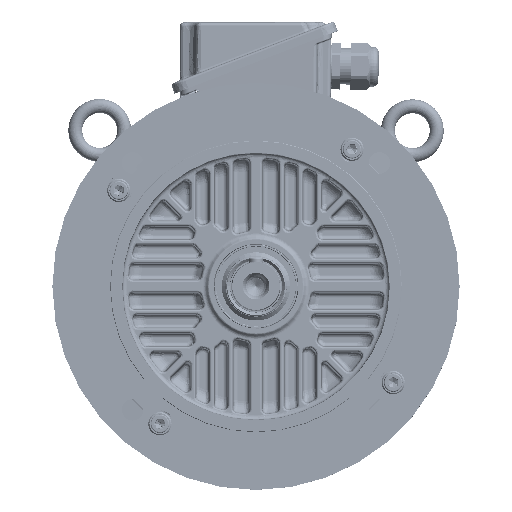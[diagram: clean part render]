
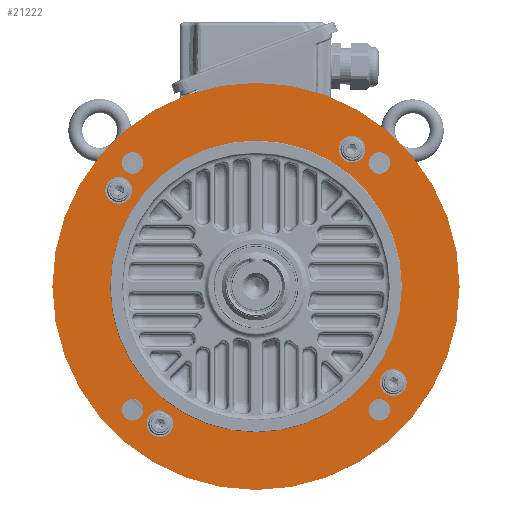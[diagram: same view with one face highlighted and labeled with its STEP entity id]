
A CAD part, top view. The second image highlights one B-rep face of the part: STEP entity #21222.
In plain terms, the highlighted planar face has unit normal (0, 0, 1).
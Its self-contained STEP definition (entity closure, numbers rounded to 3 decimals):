
#12489=PLANE('',#102879);
#15786=FACE_BOUND('',#32833,.T.);
#15787=FACE_BOUND('',#32834,.T.);
#15788=FACE_BOUND('',#32835,.T.);
#15789=FACE_BOUND('',#32836,.T.);
#15790=FACE_BOUND('',#32837,.T.);
#15791=FACE_BOUND('',#32838,.T.);
#15792=FACE_BOUND('',#32839,.T.);
#15793=FACE_BOUND('',#32840,.T.);
#15794=FACE_BOUND('',#32841,.T.);
#15795=FACE_BOUND('',#32842,.T.);
#21222=ADVANCED_FACE('',(#15786,#15787,#15788,#15789,#15790,#15791,#15792,
#15793,#15794,#15795),#12489,.F.);
#32833=EDGE_LOOP('',(#63509));
#32834=EDGE_LOOP('',(#63510));
#32835=EDGE_LOOP('',(#63511));
#32836=EDGE_LOOP('',(#63512));
#32837=EDGE_LOOP('',(#63513));
#32838=EDGE_LOOP('',(#63514));
#32839=EDGE_LOOP('',(#63515));
#32840=EDGE_LOOP('',(#63516));
#32841=EDGE_LOOP('',(#63517));
#32842=EDGE_LOOP('',(#63518));
#63509=ORIENTED_EDGE('',*,*,#88402,.T.);
#63510=ORIENTED_EDGE('',*,*,#88403,.T.);
#63511=ORIENTED_EDGE('',*,*,#88404,.T.);
#63512=ORIENTED_EDGE('',*,*,#88405,.T.);
#63513=ORIENTED_EDGE('',*,*,#88406,.T.);
#63514=ORIENTED_EDGE('',*,*,#88409,.T.);
#63515=ORIENTED_EDGE('',*,*,#88410,.T.);
#63516=ORIENTED_EDGE('',*,*,#88411,.T.);
#63517=ORIENTED_EDGE('',*,*,#88390,.T.);
#63518=ORIENTED_EDGE('',*,*,#88408,.T.);
#73455=VERTEX_POINT('',#217459);
#73462=VERTEX_POINT('',#217480);
#73463=VERTEX_POINT('',#217483);
#73464=VERTEX_POINT('',#217486);
#73465=VERTEX_POINT('',#217489);
#73466=VERTEX_POINT('',#217492);
#73468=VERTEX_POINT('',#217498);
#73469=VERTEX_POINT('',#217501);
#73470=VERTEX_POINT('',#217503);
#73471=VERTEX_POINT('',#217505);
#88390=EDGE_CURVE('',#73455,#73455,#93743,.T.);
#88402=EDGE_CURVE('',#73462,#73462,#93755,.T.);
#88403=EDGE_CURVE('',#73463,#73463,#93756,.T.);
#88404=EDGE_CURVE('',#73464,#73464,#93757,.T.);
#88405=EDGE_CURVE('',#73465,#73465,#93758,.T.);
#88406=EDGE_CURVE('',#73466,#73466,#93759,.T.);
#88408=EDGE_CURVE('',#73468,#73468,#93761,.T.);
#88409=EDGE_CURVE('',#73469,#73469,#93762,.T.);
#88410=EDGE_CURVE('',#73470,#73470,#93763,.T.);
#88411=EDGE_CURVE('',#73471,#73471,#93764,.T.);
#93743=CIRCLE('',#102848,125.4);
#93755=CIRCLE('',#102862,9.25);
#93756=CIRCLE('',#102864,9.25);
#93757=CIRCLE('',#102866,9.25);
#93758=CIRCLE('',#102868,9.25);
#93759=CIRCLE('',#102870,11.5);
#93761=CIRCLE('',#102874,175.);
#93762=CIRCLE('',#102876,11.5);
#93763=CIRCLE('',#102877,11.5);
#93764=CIRCLE('',#102878,11.5);
#102848=AXIS2_PLACEMENT_3D('',#217458,#125174,#125175);
#102862=AXIS2_PLACEMENT_3D('',#217479,#125202,#125203);
#102864=AXIS2_PLACEMENT_3D('',#217482,#125206,#125207);
#102866=AXIS2_PLACEMENT_3D('',#217485,#125210,#125211);
#102868=AXIS2_PLACEMENT_3D('',#217488,#125214,#125215);
#102870=AXIS2_PLACEMENT_3D('',#217491,#125218,#125219);
#102874=AXIS2_PLACEMENT_3D('',#217497,#125226,#125227);
#102876=AXIS2_PLACEMENT_3D('',#217500,#125230,#125231);
#102877=AXIS2_PLACEMENT_3D('',#217502,#125232,#125233);
#102878=AXIS2_PLACEMENT_3D('',#217504,#125234,#125235);
#102879=AXIS2_PLACEMENT_3D('',#217506,#125236,#125237);
#125174=DIRECTION('',(0.,0.,-1.));
#125175=DIRECTION('',(-1.,0.,0.));
#125202=DIRECTION('',(0.,0.,-1.));
#125203=DIRECTION('',(-1.,0.,0.));
#125206=DIRECTION('',(0.,0.,-1.));
#125207=DIRECTION('',(-1.,0.,0.));
#125210=DIRECTION('',(0.,0.,-1.));
#125211=DIRECTION('',(-1.,0.,0.));
#125214=DIRECTION('',(0.,0.,-1.));
#125215=DIRECTION('',(-1.,0.,0.));
#125218=DIRECTION('',(0.,0.,-1.));
#125219=DIRECTION('',(-1.,0.,0.));
#125226=DIRECTION('',(0.,0.,1.));
#125227=DIRECTION('',(-1.,0.,0.));
#125230=DIRECTION('',(0.,0.,-1.));
#125231=DIRECTION('',(-1.,0.,0.));
#125232=DIRECTION('',(0.,0.,-1.));
#125233=DIRECTION('',(-1.,0.,0.));
#125234=DIRECTION('',(0.,0.,-1.));
#125235=DIRECTION('',(-1.,0.,0.));
#125236=DIRECTION('',(0.,0.,-1.));
#125237=DIRECTION('',(-1.,0.,0.));
#217458=CARTESIAN_POINT('',(0.,0.,0.));
#217459=CARTESIAN_POINT('',(-125.4,0.,0.));
#217479=CARTESIAN_POINT('',(106.066,-106.066,0.));
#217480=CARTESIAN_POINT('',(96.816,-106.066,0.));
#217482=CARTESIAN_POINT('',(-106.066,-106.066,0.));
#217483=CARTESIAN_POINT('',(-115.316,-106.066,0.));
#217485=CARTESIAN_POINT('',(-106.066,106.066,0.));
#217486=CARTESIAN_POINT('',(-115.316,106.066,0.));
#217488=CARTESIAN_POINT('',(106.066,106.066,0.));
#217489=CARTESIAN_POINT('',(96.816,106.066,0.));
#217491=CARTESIAN_POINT('',(117.958,-82.595,0.));
#217492=CARTESIAN_POINT('',(106.458,-82.595,0.));
#217497=CARTESIAN_POINT('',(0.,0.,0.));
#217498=CARTESIAN_POINT('',(-175.,0.,0.));
#217500=CARTESIAN_POINT('',(-82.595,-117.958,0.));
#217501=CARTESIAN_POINT('',(-94.095,-117.958,0.));
#217502=CARTESIAN_POINT('',(-117.958,82.595,0.));
#217503=CARTESIAN_POINT('',(-129.458,82.595,0.));
#217504=CARTESIAN_POINT('',(82.595,117.958,0.));
#217505=CARTESIAN_POINT('',(71.095,117.958,0.));
#217506=CARTESIAN_POINT('',(0.,125.,0.));
